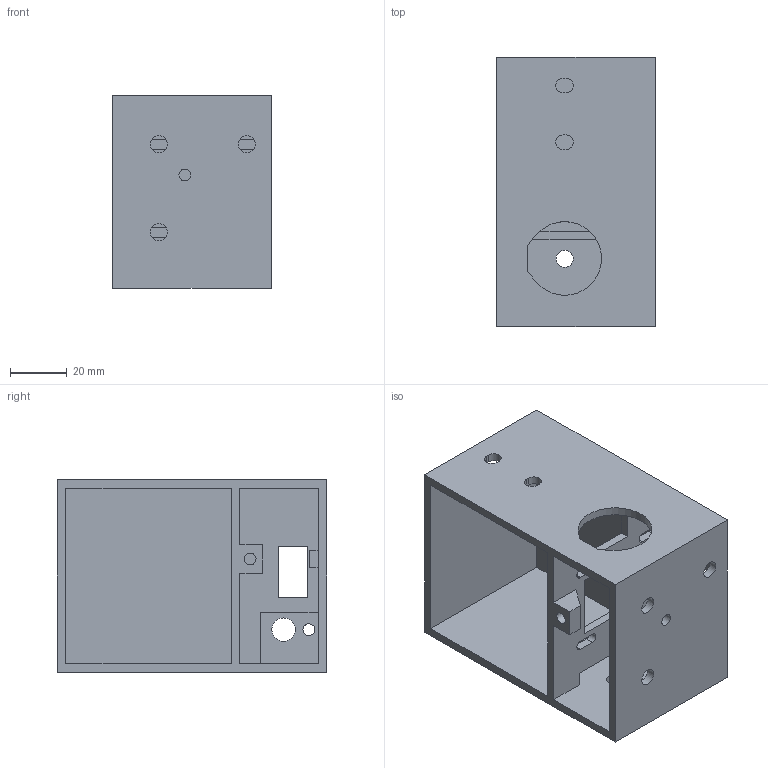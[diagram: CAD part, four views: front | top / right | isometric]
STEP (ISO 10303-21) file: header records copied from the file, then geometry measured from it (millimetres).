
FILE_DESCRIPTION(/* description */ (''),/* implementation_level */ '2;1');
FILE_NAME(/* name */ 'Eckteil 4-ObenRechts.step',/* time_stamp */ '2024-07-07T20:46:27+02:00',/* author */ (''),/* organization */ (''),/* preprocessor_version */ 'ST-DEVELOPER v20',/* originating_system */ 'Autodesk Translation Framework v13.14.0.145',/* authorisation */ '');
FILE_SCHEMA (('AUTOMOTIVE_DESIGN { 1 0 10303 214 3 1 1 }'));
Length unit declared in the file: millimetre
Products named in the file (1): Eckteil 4-ObenRechts
Bounding box: 56 x 95 x 68 mm (x, y, z)
Volume: 74743 mm3; surface area: 51465.7 mm2
Topology: 1 solids, 1 shells, 75 faces, 225 edges, 150 vertices
Faces by surface type: plane 53, cylinder 22
Full cylindrical faces by diameter (mm): 4.2 x3, 6 x4, 8.3 x1
Entity records: 2632 total; most frequent: CARTESIAN_POINT 451, ORIENTED_EDGE 450, DIRECTION 421, EDGE_CURVE 225, LINE 181, VECTOR 181, VERTEX_POINT 150, AXIS2_PLACEMENT_3D 120
